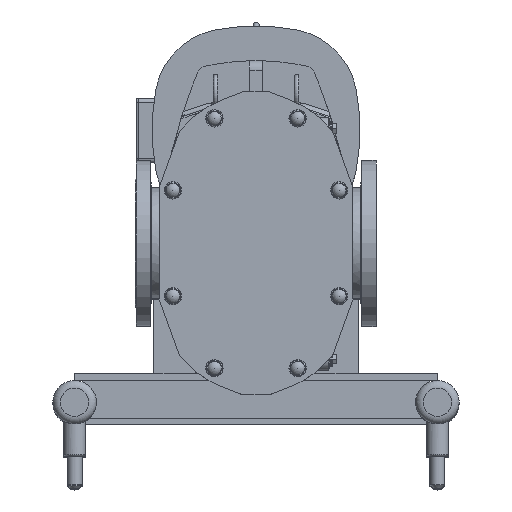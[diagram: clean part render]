
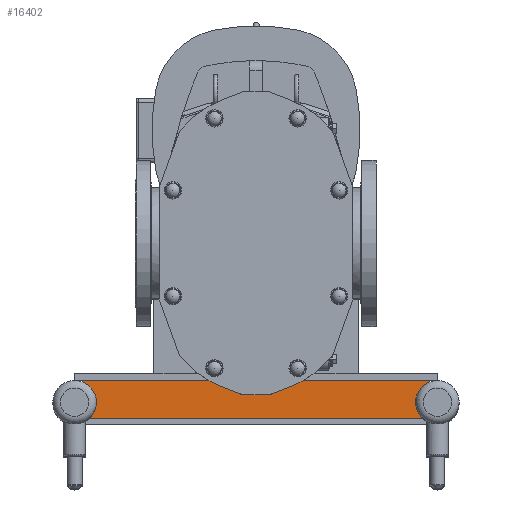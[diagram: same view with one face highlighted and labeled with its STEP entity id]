
A CAD part, top view. The second image highlights one B-rep face of the part: STEP entity #16402.
In plain terms, the highlighted planar face has unit normal (0, 0, 1).
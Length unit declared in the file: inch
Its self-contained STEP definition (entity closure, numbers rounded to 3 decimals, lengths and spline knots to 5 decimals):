
#950=CIRCLE('',#17390,1.44);
#951=CIRCLE('',#17391,1.44);
#2033=FACE_OUTER_BOUND('',#2989,.T.);
#2989=EDGE_LOOP('',(#10874,#10875,#10876,#10877,#10878,#10879));
#4068=LINE('',#24257,#5321);
#4069=LINE('',#24260,#5322);
#4070=LINE('',#24264,#5323);
#4071=LINE('',#24267,#5324);
#5321=VECTOR('',#19243,0.3937);
#5322=VECTOR('',#19246,0.3937);
#5323=VECTOR('',#19249,0.3937);
#5324=VECTOR('',#19252,0.3937);
#6575=VERTEX_POINT('',#24250);
#6577=VERTEX_POINT('',#24255);
#6578=VERTEX_POINT('',#24259);
#6579=VERTEX_POINT('',#24261);
#6580=VERTEX_POINT('',#24263);
#6581=VERTEX_POINT('',#24265);
#8291=EDGE_CURVE('',#6575,#6577,#4068,.T.);
#8292=EDGE_CURVE('',#6577,#6578,#4069,.T.);
#8293=EDGE_CURVE('',#6578,#6579,#950,.T.);
#8294=EDGE_CURVE('',#6579,#6580,#4070,.T.);
#8295=EDGE_CURVE('',#6580,#6581,#951,.T.);
#8296=EDGE_CURVE('',#6581,#6575,#4071,.T.);
#10874=ORIENTED_EDGE('',*,*,#8291,.T.);
#10875=ORIENTED_EDGE('',*,*,#8292,.T.);
#10876=ORIENTED_EDGE('',*,*,#8293,.T.);
#10877=ORIENTED_EDGE('',*,*,#8294,.T.);
#10878=ORIENTED_EDGE('',*,*,#8295,.T.);
#10879=ORIENTED_EDGE('',*,*,#8296,.T.);
#15892=PLANE('',#17389);
#16402=ADVANCED_FACE('',(#2033),#15892,.T.);
#17389=AXIS2_PLACEMENT_3D('',#24258,#19244,#19245);
#17390=AXIS2_PLACEMENT_3D('',#24262,#19247,#19248);
#17391=AXIS2_PLACEMENT_3D('',#24266,#19250,#19251);
#19243=DIRECTION('',(-1.,0.,0.));
#19244=DIRECTION('center_axis',(0.,0.,
1.));
#19245=DIRECTION('ref_axis',(1.,0.,0.));
#19246=DIRECTION('',(0.,-1.,0.));
#19247=DIRECTION('center_axis',(0.,0.,
-1.));
#19248=DIRECTION('ref_axis',(0.677,-0.736,0.));
#19249=DIRECTION('',(1.,0.,0.));
#19250=DIRECTION('center_axis',(0.,0.,
-1.));
#19251=DIRECTION('ref_axis',(-0.347,0.938,0.));
#19252=DIRECTION('',(0.,1.,0.));
#24250=CARTESIAN_POINT('',(11.4975,-9.062,-13.244));
#24255=CARTESIAN_POINT('',(-11.5025,-9.062,-13.244));
#24257=CARTESIAN_POINT('',(-0.0025,-9.062,-13.244));
#24258=CARTESIAN_POINT('Origin',(-0.0025,-10.27749,
-13.244));
#24259=CARTESIAN_POINT('',(-11.5025,-9.14909,-13.244));
#24260=CARTESIAN_POINT('',(-11.5025,-9.14909,-13.244));
#24261=CARTESIAN_POINT('',(-11.02782,-11.5595,-13.244));
#24262=CARTESIAN_POINT('Origin',(-12.0025,-10.4995,-13.244));
#24263=CARTESIAN_POINT('',(11.02282,-11.5595,-13.244));
#24264=CARTESIAN_POINT('',(11.02282,-11.5595,-13.244));
#24265=CARTESIAN_POINT('',(11.4975,-9.14909,-13.244));
#24266=CARTESIAN_POINT('Origin',(11.9975,-10.4995,-13.244));
#24267=CARTESIAN_POINT('',(11.4975,-9.0595,-13.244));
